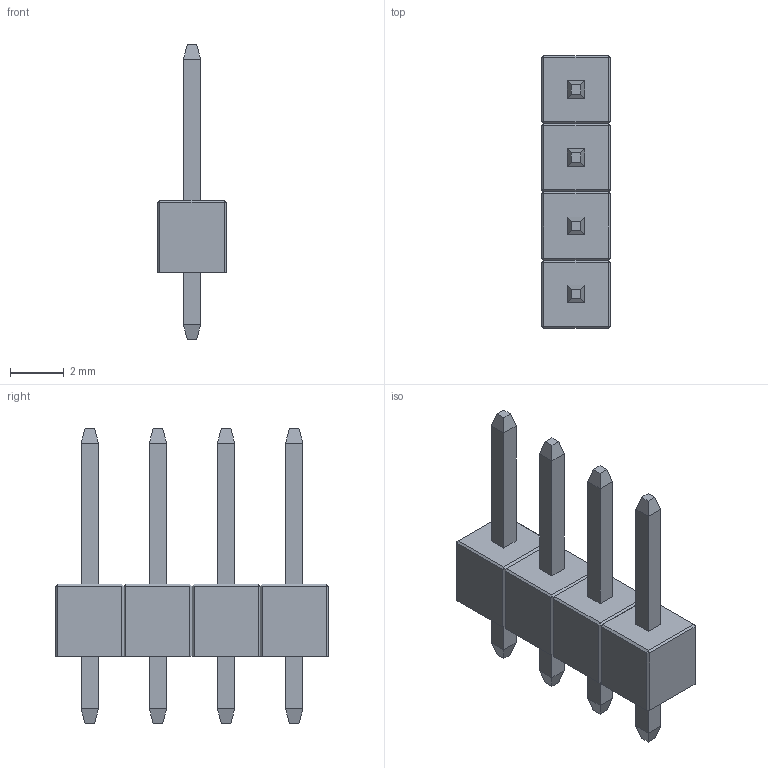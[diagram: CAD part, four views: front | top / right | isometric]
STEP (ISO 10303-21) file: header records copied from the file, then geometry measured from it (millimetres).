
FILE_DESCRIPTION (( 'STEP AP214' ), '1' );
FILE_NAME ('Header 4.STEP', '2025-11-23T15:52:03', ( '' ), ( '' ), 'SwSTEP 2.0', 'SolidWorks 2024', '' );
FILE_SCHEMA (( 'AUTOMOTIVE_DESIGN' ));
Length unit declared in the file: millimetre
Products named in the file (1): Header 4
Bounding box: 2.54 x 10.16 x 11 mm (x, y, z)
Volume: 82.7 mm3; surface area: 295.3 mm2
Topology: 8 solids, 8 shells, 144 faces, 304 edges, 176 vertices
Faces by surface type: plane 144
Entity records: 5354 total; most frequent: CARTESIAN_POINT 625, ORIENTED_EDGE 608, DIRECTION 594, LINE 304, EDGE_CURVE 304, VECTOR 304, VERTEX_POINT 176, UNCERTAINTY_MEASURE_WITH_UNIT 153
